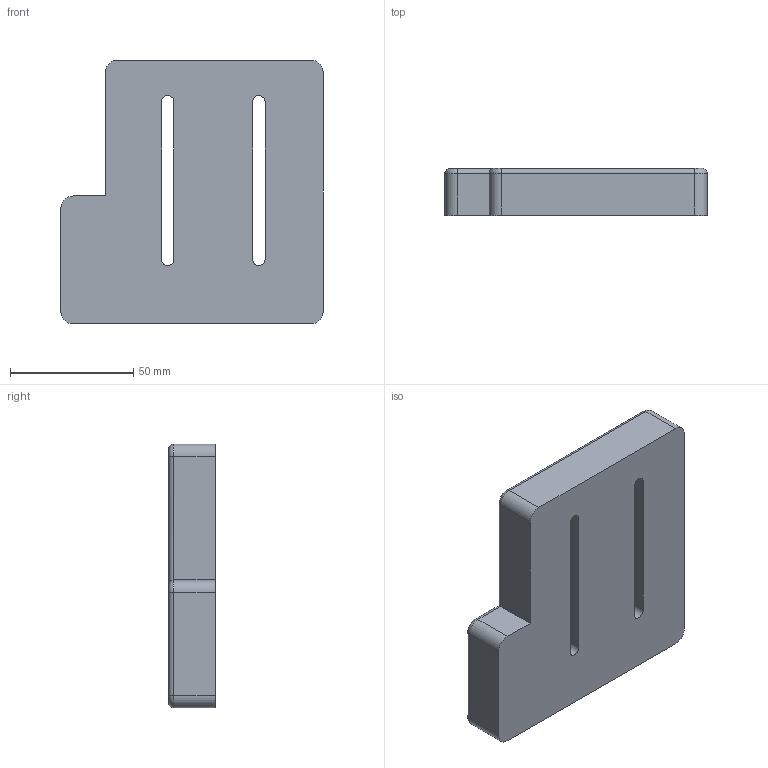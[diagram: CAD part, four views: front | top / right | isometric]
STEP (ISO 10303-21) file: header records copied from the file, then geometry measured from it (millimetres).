
FILE_DESCRIPTION(/* description */ (''),/* implementation_level */ '2;1');
FILE_NAME(/* name */ 'YampadV6v37.step',/* time_stamp */ '2021-01-23T12:34:05+01:00',/* author */ (''),/* organization */ (''),/* preprocessor_version */ 'ST-DEVELOPER v18.1',/* originating_system */ 'Autodesk Translation Framework v9.7.1.1290',/* authorisation */ '');
FILE_SCHEMA (('AUTOMOTIVE_DESIGN { 1 0 10303 214 3 1 1 }'));
Length unit declared in the file: millimetre
Products named in the file (2): YampadV6; Case
Assembly tree (1 placements, depth 2):
  YampadV6
    Case
Bounding box: 106.49 x 19 x 107 mm (x, y, z)
Volume: 90108.7 mm3; surface area: 34097.2 mm2
Topology: 1 solids, 1 shells, 89 faces, 229 edges, 149 vertices
Faces by surface type: plane 46, cylinder 38, torus 5
Full cylindrical faces by diameter (mm): 3.175 x5, 6.506 x1, 6.511 x1
Entity records: 2783 total; most frequent: DIRECTION 493, CARTESIAN_POINT 470, ORIENTED_EDGE 458, EDGE_CURVE 229, AXIS2_PLACEMENT_3D 172, LINE 149, VECTOR 149, VERTEX_POINT 149
